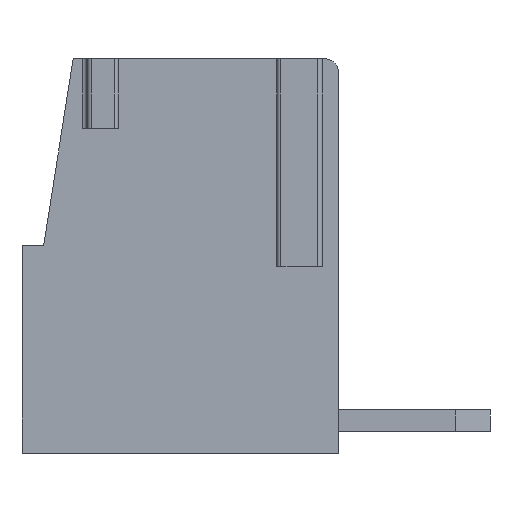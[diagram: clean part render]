
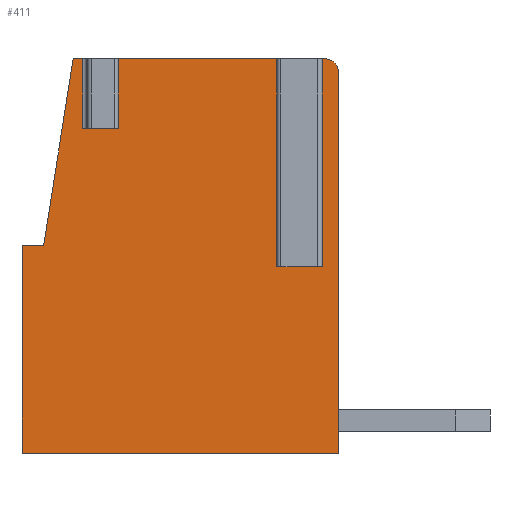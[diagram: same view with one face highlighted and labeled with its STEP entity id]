
A CAD part, left-side view. The second image highlights one B-rep face of the part: STEP entity #411.
In plain terms, the highlighted planar face has unit normal (-1, 0, 0).
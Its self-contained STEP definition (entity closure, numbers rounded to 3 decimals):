
#411 = ADVANCED_FACE( 'F386', ( #919 ), #920, .F. );
#919 = FACE_OUTER_BOUND( '', #1547, .T. );
#920 = PLANE( '', #1548 );
#1547 = EDGE_LOOP( '', ( #2560, #2561, #2562, #2563, #2564, #2565, #2566, #2567, #2568, #2569, #2570, #2571, #2572, #2573, #2574 ) );
#1548 = AXIS2_PLACEMENT_3D( '', #2575, #2576, #2577 );
#2560 = ORIENTED_EDGE( '', *, *, #4280, .F. );
#2561 = ORIENTED_EDGE( '', *, *, #4195, .T. );
#2562 = ORIENTED_EDGE( '', *, *, #4281, .F. );
#2563 = ORIENTED_EDGE( '', *, *, #3990, .F. );
#2564 = ORIENTED_EDGE( '', *, *, #4282, .F. );
#2565 = ORIENTED_EDGE( '', *, *, #4283, .T. );
#2566 = ORIENTED_EDGE( '', *, *, #4284, .F. );
#2567 = ORIENTED_EDGE( '', *, *, #4285, .F. );
#2568 = ORIENTED_EDGE( '', *, *, #4286, .F. );
#2569 = ORIENTED_EDGE( '', *, *, #4287, .F. );
#2570 = ORIENTED_EDGE( '', *, *, #4288, .F. );
#2571 = ORIENTED_EDGE( '', *, *, #4205, .F. );
#2572 = ORIENTED_EDGE( '', *, *, #4228, .T. );
#2573 = ORIENTED_EDGE( '', *, *, #4289, .F. );
#2574 = ORIENTED_EDGE( '', *, *, #4149, .T. );
#2575 = CARTESIAN_POINT( '', ( -1.905, -3.5, 0. ) );
#2576 = DIRECTION( '', ( 1., 0., 0. ) );
#2577 = DIRECTION( '', ( 0., -1., 0. ) );
#3990 = EDGE_CURVE( '', #4814, #4816, #4817, .T. );
#4149 = EDGE_CURVE( '', #5100, #5098, #5101, .T. );
#4195 = EDGE_CURVE( '', #5175, #5176, #5177, .T. );
#4205 = EDGE_CURVE( '', #5189, #5191, #5192, .T. );
#4228 = EDGE_CURVE( '', #5189, #5226, #5228, .T. );
#4280 = EDGE_CURVE( '', #5175, #5098, #5312, .T. );
#4281 = EDGE_CURVE( '', #4816, #5176, #5313, .T. );
#4282 = EDGE_CURVE( '', #5314, #4814, #5315, .T. );
#4283 = EDGE_CURVE( '', #5314, #5316, #5317, .T. );
#4284 = EDGE_CURVE( '', #5318, #5316, #5319, .T. );
#4285 = EDGE_CURVE( '', #5320, #5318, #5321, .T. );
#4286 = EDGE_CURVE( '', #5322, #5320, #5323, .T. );
#4287 = EDGE_CURVE( '', #5324, #5322, #5325, .T. );
#4288 = EDGE_CURVE( '', #5191, #5324, #5326, .T. );
#4289 = EDGE_CURVE( '', #5100, #5226, #5327, .T. );
#4814 = VERTEX_POINT( '', #6012 );
#4816 = VERTEX_POINT( '', #6014 );
#4817 = LINE( '', #6015, #6016 );
#5098 = VERTEX_POINT( '', #6417 );
#5100 = VERTEX_POINT( '', #6420 );
#5101 = CIRCLE( '', #6421, 0.3 );
#5175 = VERTEX_POINT( '', #6529 );
#5176 = VERTEX_POINT( '', #6530 );
#5177 = LINE( '', #6531, #6532 );
#5189 = VERTEX_POINT( '', #6548 );
#5191 = VERTEX_POINT( '', #6551 );
#5192 = LINE( '', #6552, #6553 );
#5226 = VERTEX_POINT( '', #6603 );
#5228 = LINE( '', #6606, #6607 );
#5312 = LINE( '', #6728, #6729 );
#5313 = LINE( '', #6730, #6731 );
#5314 = VERTEX_POINT( '', #6732 );
#5315 = LINE( '', #6733, #6734 );
#5316 = VERTEX_POINT( '', #6735 );
#5317 = LINE( '', #6736, #6737 );
#5318 = VERTEX_POINT( '', #6738 );
#5319 = LINE( '', #6739, #6740 );
#5320 = VERTEX_POINT( '', #6741 );
#5321 = LINE( '', #6742, #6743 );
#5322 = VERTEX_POINT( '', #6744 );
#5323 = LINE( '', #6745, #6746 );
#5324 = VERTEX_POINT( '', #6747 );
#5325 = LINE( '', #6748, #6749 );
#5326 = LINE( '', #6750, #6751 );
#5327 = LINE( '', #6752, #6753 );
#6012 = CARTESIAN_POINT( '', ( -1.905, -5.973, 9.1 ) );
#6014 = CARTESIAN_POINT( '', ( -1.905, -5.973, 4.3 ) );
#6015 = CARTESIAN_POINT( '', ( -1.905, -5.973, 9.1 ) );
#6016 = VECTOR( '', #7555, 1000. );
#6417 = CARTESIAN_POINT( '', ( -1.905, -7., 9.1 ) );
#6420 = CARTESIAN_POINT( '', ( -1.905, -7.3, 8.8 ) );
#6421 = AXIS2_PLACEMENT_3D( '', #7716, #7717, #7718 );
#6529 = CARTESIAN_POINT( '', ( -1.905, -6.827, 9.1 ) );
#6530 = CARTESIAN_POINT( '', ( -1.905, -6.827, 4.3 ) );
#6531 = CARTESIAN_POINT( '', ( -1.905, -6.827, 9.1 ) );
#6532 = VECTOR( '', #7762, 1000. );
#6548 = CARTESIAN_POINT( '', ( -1.905, 0., 0. ) );
#6551 = CARTESIAN_POINT( '', ( -1.905, 0., 4.8 ) );
#6552 = CARTESIAN_POINT( '', ( -1.905, 0., 0. ) );
#6553 = VECTOR( '', #7774, 1000. );
#6603 = CARTESIAN_POINT( '', ( -1.905, -7.3, 0. ) );
#6606 = CARTESIAN_POINT( '', ( -1.905, -3.5, 0. ) );
#6607 = VECTOR( '', #7795, 1000. );
#6728 = CARTESIAN_POINT( '', ( -1.905, -3.5, 9.1 ) );
#6729 = VECTOR( '', #7839, 1000. );
#6730 = CARTESIAN_POINT( '', ( -1.905, -3.5, 4.3 ) );
#6731 = VECTOR( '', #7840, 1000. );
#6732 = CARTESIAN_POINT( '', ( -1.905, -2.127, 9.1 ) );
#6733 = CARTESIAN_POINT( '', ( -1.905, -3.5, 9.1 ) );
#6734 = VECTOR( '', #7841, 1000. );
#6735 = CARTESIAN_POINT( '', ( -1.905, -2.127, 7.5 ) );
#6736 = CARTESIAN_POINT( '', ( -1.905, -2.127, 9.1 ) );
#6737 = VECTOR( '', #7842, 1000. );
#6738 = CARTESIAN_POINT( '', ( -1.905, -1.4, 7.5 ) );
#6739 = CARTESIAN_POINT( '', ( -1.905, -3.5, 7.5 ) );
#6740 = VECTOR( '', #7843, 1000. );
#6741 = CARTESIAN_POINT( '', ( -1.905, -1.4, 9.1 ) );
#6742 = CARTESIAN_POINT( '', ( -1.905, -1.4, 9.1 ) );
#6743 = VECTOR( '', #7844, 1000. );
#6744 = CARTESIAN_POINT( '', ( -1.905, -1.181, 9.1 ) );
#6745 = CARTESIAN_POINT( '', ( -1.905, -3.5, 9.1 ) );
#6746 = VECTOR( '', #7845, 1000. );
#6747 = CARTESIAN_POINT( '', ( -1.905, -0.5, 4.8 ) );
#6748 = CARTESIAN_POINT( '', ( -1.905, 0.26, 0. ) );
#6749 = VECTOR( '', #7846, 1000. );
#6750 = CARTESIAN_POINT( '', ( -1.905, -3.5, 4.8 ) );
#6751 = VECTOR( '', #7847, 1000. );
#6752 = CARTESIAN_POINT( '', ( -1.905, -7.3, 0. ) );
#6753 = VECTOR( '', #7848, 1000. );
#7555 = DIRECTION( '', ( 0., 0., -1. ) );
#7716 = CARTESIAN_POINT( '', ( -1.905, -7., 8.8 ) );
#7717 = DIRECTION( '', ( -1., 0., 0. ) );
#7718 = DIRECTION( '', ( 0., 1., 0. ) );
#7762 = DIRECTION( '', ( 0., 0., -1. ) );
#7774 = DIRECTION( '', ( 0., 0., 1. ) );
#7795 = DIRECTION( '', ( 0., -1., 0. ) );
#7839 = DIRECTION( '', ( 0., -1., 0. ) );
#7840 = DIRECTION( '', ( 0., -1., 0. ) );
#7841 = DIRECTION( '', ( 0., -1., 0. ) );
#7842 = DIRECTION( '', ( 0., 0., -1. ) );
#7843 = DIRECTION( '', ( 0., -1., 0. ) );
#7844 = DIRECTION( '', ( 0., 0., -1. ) );
#7845 = DIRECTION( '', ( 0., -1., 0. ) );
#7846 = DIRECTION( '', ( 0., -0.156, 0.988 ) );
#7847 = DIRECTION( '', ( 0., -1., 0. ) );
#7848 = DIRECTION( '', ( 0., 0., -1. ) );
